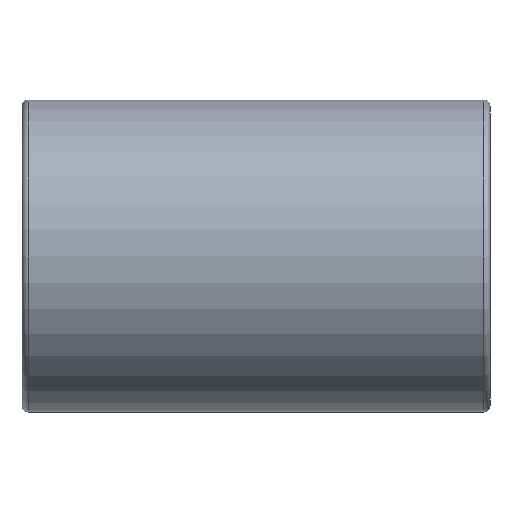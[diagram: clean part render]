
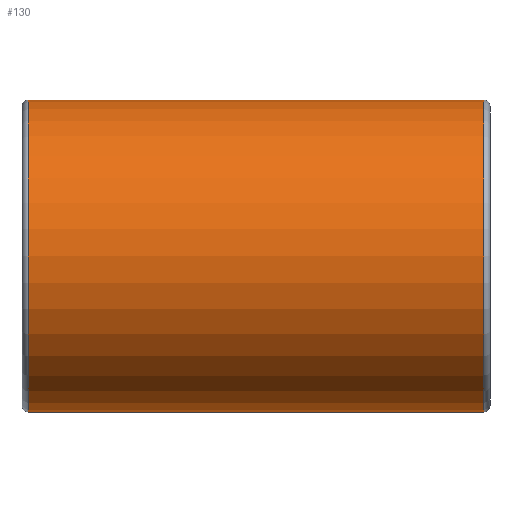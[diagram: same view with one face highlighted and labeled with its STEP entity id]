
A CAD part, front view. The second image highlights one B-rep face of the part: STEP entity #130.
In plain terms, the highlighted cylindrical face has radius 4 mm (diameter 8 mm), a full revolution.
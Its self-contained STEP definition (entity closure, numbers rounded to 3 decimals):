
#36=FACE_BOUND('',#63,.T.);
#46=FACE_OUTER_BOUND('',#62,.T.);
#62=EDGE_LOOP('',(#112));
#63=EDGE_LOOP('',(#113));
#76=CIRCLE('',#166,4.);
#78=CIRCLE('',#169,4.);
#86=VERTEX_POINT('',#235);
#88=VERTEX_POINT('',#240);
#96=EDGE_CURVE('',#86,#86,#76,.T.);
#98=EDGE_CURVE('',#88,#88,#78,.T.);
#112=ORIENTED_EDGE('',*,*,#98,.F.);
#113=ORIENTED_EDGE('',*,*,#96,.T.);
#123=CYLINDRICAL_SURFACE('',#168,4.);
#130=ADVANCED_FACE('',(#46,#36),#123,.T.);
#166=AXIS2_PLACEMENT_3D('',#236,#200,#201);
#168=AXIS2_PLACEMENT_3D('',#239,#204,#205);
#169=AXIS2_PLACEMENT_3D('',#241,#206,#207);
#200=DIRECTION('center_axis',(1.,0.,0.));
#201=DIRECTION('ref_axis',(0.,1.,0.));
#204=DIRECTION('center_axis',(1.,0.,0.));
#205=DIRECTION('ref_axis',(0.,1.,0.));
#206=DIRECTION('center_axis',(1.,0.,0.));
#207=DIRECTION('ref_axis',(0.,1.,0.));
#235=CARTESIAN_POINT('',(-5.84,4.,0.));
#236=CARTESIAN_POINT('Origin',(-5.84,0.,0.));
#239=CARTESIAN_POINT('Origin',(0.,0.,0.));
#240=CARTESIAN_POINT('',(5.84,4.,0.));
#241=CARTESIAN_POINT('Origin',(5.84,0.,0.));
